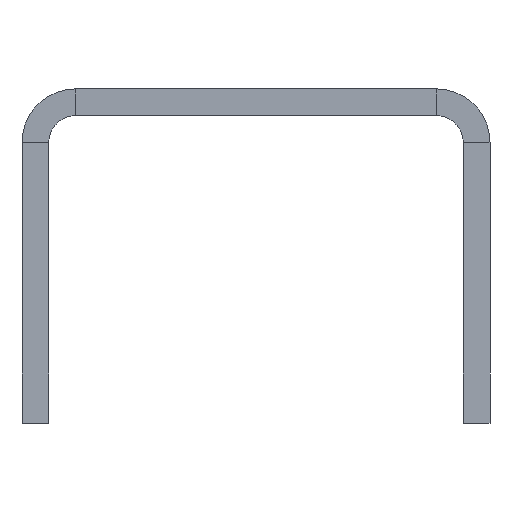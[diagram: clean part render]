
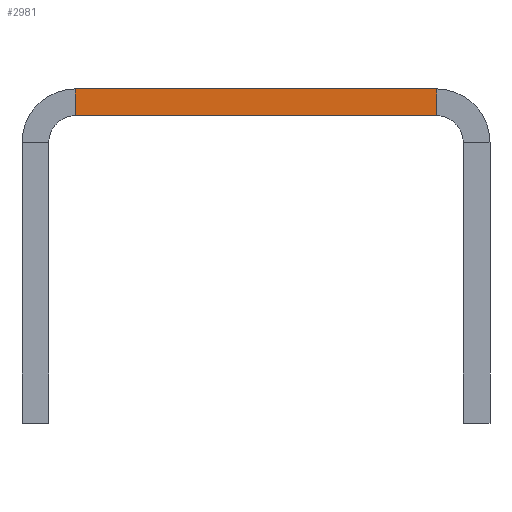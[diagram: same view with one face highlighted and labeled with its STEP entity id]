
A CAD part, front view. The second image highlights one B-rep face of the part: STEP entity #2981.
In plain terms, the highlighted planar face has unit normal (0, -1, 0).
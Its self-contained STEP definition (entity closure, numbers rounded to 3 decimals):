
#455=DIRECTION('',(0.,0.,-1.));
#456=VECTOR('',#455,4.);
#457=CARTESIAN_POINT('',(27.,-300.,25.));
#458=LINE('',#457,#456);
#459=DIRECTION('',(1.,0.,0.));
#460=VECTOR('',#459,54.);
#461=CARTESIAN_POINT('',(-27.,-300.,21.));
#462=LINE('',#461,#460);
#463=DIRECTION('',(1.,0.,0.));
#464=VECTOR('',#463,54.);
#465=CARTESIAN_POINT('',(-27.,-300.,25.));
#466=LINE('',#465,#464);
#773=DIRECTION('',(0.,0.,-1.));
#774=VECTOR('',#773,4.);
#775=CARTESIAN_POINT('',(-27.,-300.,25.));
#776=LINE('',#775,#774);
#2074=CARTESIAN_POINT('',(27.,-300.,25.));
#2076=VERTEX_POINT('',#2074);
#2086=CARTESIAN_POINT('',(-27.,-300.,25.));
#2088=VERTEX_POINT('',#2086);
#2090=CARTESIAN_POINT('',(27.,-300.,21.));
#2092=VERTEX_POINT('',#2090);
#2102=CARTESIAN_POINT('',(-27.,-300.,21.));
#2104=VERTEX_POINT('',#2102);
#2967=CARTESIAN_POINT('',(0.,-300.,23.));
#2968=DIRECTION('',(0.,-1.,0.));
#2969=DIRECTION('',(1.,0.,0.));
#2970=AXIS2_PLACEMENT_3D('',#2967,#2968,#2969);
#2971=PLANE('',#2970);
#2973=ORIENTED_EDGE('',*,*,#2972,.T.);
#2975=ORIENTED_EDGE('',*,*,#2974,.F.);
#2977=ORIENTED_EDGE('',*,*,#2976,.F.);
#2978=ORIENTED_EDGE('',*,*,#2838,.T.);
#2979=EDGE_LOOP('',(#2973,#2975,#2977,#2978));
#2980=FACE_OUTER_BOUND('',#2979,.F.);
#2981=ADVANCED_FACE('',(#2980),#2971,.T.);
#2838=EDGE_CURVE('',#2088,#2076,#466,.T.);
#2972=EDGE_CURVE('',#2076,#2092,#458,.T.);
#2974=EDGE_CURVE('',#2104,#2092,#462,.T.);
#2976=EDGE_CURVE('',#2088,#2104,#776,.T.);
